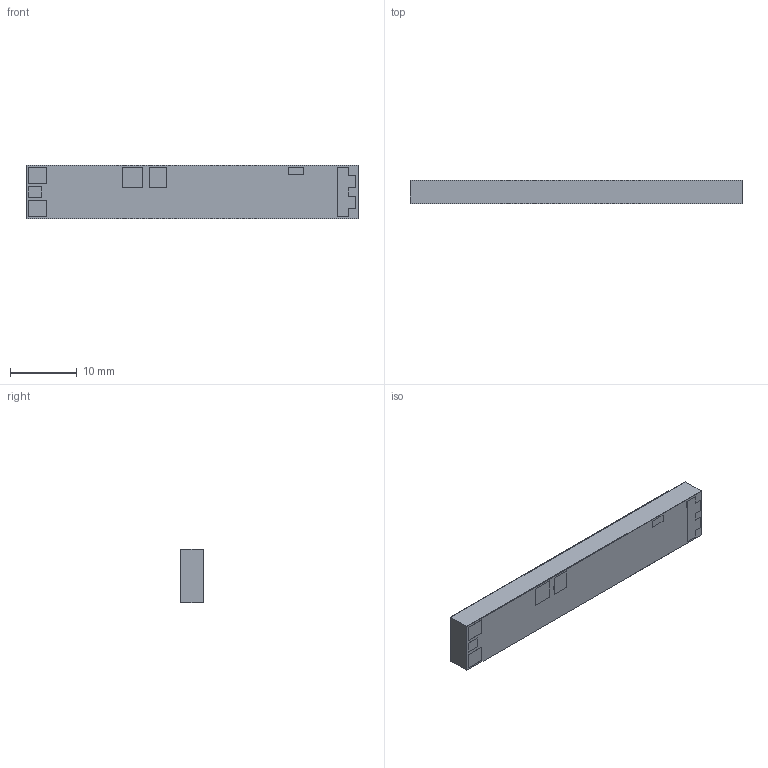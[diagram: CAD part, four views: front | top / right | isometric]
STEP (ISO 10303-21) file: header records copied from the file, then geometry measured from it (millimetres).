
FILE_DESCRIPTION (( 'STEP AP214' ), '1' );
FILE_NAME ('P822601.STEP', '2020-10-04T20:38:45', ( '' ), ( '' ), 'SwSTEP 2.0', 'SolidWorks 2017', '' );
FILE_SCHEMA (( 'AUTOMOTIVE_DESIGN' ));
Length unit declared in the file: millimetre
Products named in the file (1): P822601
Bounding box: 49.6 x 3.52 x 8 mm (x, y, z)
Volume: 1396.7 mm3; surface area: 2802.4 mm2
Topology: 10 solids, 10 shells, 104 faces, 252 edges, 168 vertices
Faces by surface type: plane 104
Entity records: 3119 total; most frequent: CARTESIAN_POINT 525, ORIENTED_EDGE 504, DIRECTION 462, EDGE_CURVE 252, LINE 252, VECTOR 252, VERTEX_POINT 168, EDGE_LOOP 118
